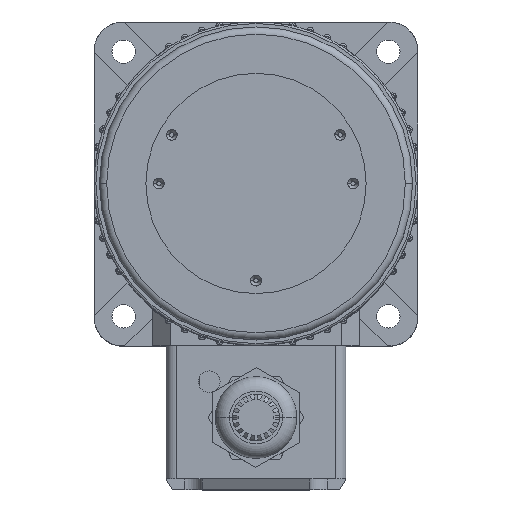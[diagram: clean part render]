
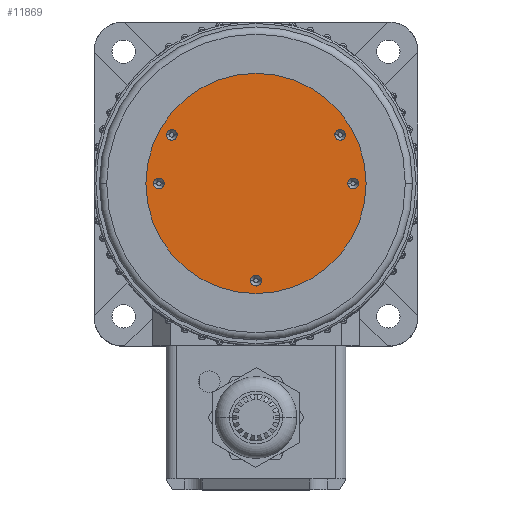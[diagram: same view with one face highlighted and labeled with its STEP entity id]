
A CAD part, top view. The second image highlights one B-rep face of the part: STEP entity #11869.
In plain terms, the highlighted planar face has unit normal (0, 0, 1).
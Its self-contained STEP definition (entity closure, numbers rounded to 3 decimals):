
#177 = DIRECTION ( 'NONE',  ( 0., 0., 1. ) ) ;
#500 = AXIS2_PLACEMENT_3D ( 'NONE', #3104, #2964, #2899 ) ;
#515 = AXIS2_PLACEMENT_3D ( 'NONE', #4961, #15400, #6482 ) ;
#815 = DIRECTION ( 'NONE',  ( 0., 0., 1. ) ) ;
#864 = EDGE_CURVE ( 'NONE', #8716, #4351, #4209, .T. ) ;
#987 = EDGE_CURVE ( 'NONE', #10906, #14129, #4033, .T. ) ;
#1031 = EDGE_CURVE ( 'NONE', #19098, #14847, #4018, .T. ) ;
#1060 = EDGE_CURVE ( 'NONE', #15158, #15321, #3891, .T. ) ;
#1121 = EDGE_CURVE ( 'NONE', #6513, #14485, #3725, .T. ) ;
#1189 = EDGE_CURVE ( 'NONE', #2180, #18274, #3520, .T. ) ;
#1327 = CIRCLE ( 'NONE', #9627, 30.6 ) ;
#1372 = CARTESIAN_POINT ( 'NONE',  ( 30.6, 0., 96. ) ) ;
#1753 = ORIENTED_EDGE ( 'NONE', *, *, #7178, .F. ) ;
#2105 = CARTESIAN_POINT ( 'NONE',  ( 0., 0., 96. ) ) ;
#2180 = VERTEX_POINT ( 'NONE', #16135 ) ;
#2277 = CIRCLE ( 'NONE', #15977, 1.5 ) ;
#2899 = DIRECTION ( 'NONE',  ( 1., 0., 0. ) ) ;
#2964 = DIRECTION ( 'NONE',  ( 0., 0., 1. ) ) ;
#3104 = CARTESIAN_POINT ( 'NONE',  ( -27., 0., 96. ) ) ;
#3520 = CIRCLE ( 'NONE', #500, 1.5 ) ;
#3556 = DIRECTION ( 'NONE',  ( 0., 0., 1. ) ) ;
#3725 = CIRCLE ( 'NONE', #3854, 1.5 ) ;
#3846 = DIRECTION ( 'NONE',  ( 0., 0., 1. ) ) ;
#3854 = AXIS2_PLACEMENT_3D ( 'NONE', #5210, #5143, #5074 ) ;
#3891 = CIRCLE ( 'NONE', #6953, 1.5 ) ;
#4018 = CIRCLE ( 'NONE', #8958, 1.5 ) ;
#4033 = CIRCLE ( 'NONE', #10954, 1.5 ) ;
#4209 = CIRCLE ( 'NONE', #16954, 30.6 ) ;
#4351 = VERTEX_POINT ( 'NONE', #10530 ) ;
#4497 = ORIENTED_EDGE ( 'NONE', *, *, #1121, .F. ) ;
#4891 = CARTESIAN_POINT ( 'NONE',  ( -21.883, 13.5, 96. ) ) ;
#4961 = CARTESIAN_POINT ( 'NONE',  ( -23.383, 13.5, 96. ) ) ;
#5024 = CIRCLE ( 'NONE', #5723, 1.5 ) ;
#5074 = DIRECTION ( 'NONE',  ( 1., 0., 0. ) ) ;
#5143 = DIRECTION ( 'NONE',  ( 0., 0., 1. ) ) ;
#5174 = ORIENTED_EDGE ( 'NONE', *, *, #1031, .F. ) ;
#5200 = AXIS2_PLACEMENT_3D ( 'NONE', #9598, #177, #11092 ) ;
#5210 = CARTESIAN_POINT ( 'NONE',  ( 27., 0., 96. ) ) ;
#5264 = EDGE_CURVE ( 'NONE', #14129, #10906, #11446, .T. ) ;
#5723 = AXIS2_PLACEMENT_3D ( 'NONE', #12633, #3556, #14086 ) ;
#5915 = EDGE_CURVE ( 'NONE', #14847, #19098, #9361, .T. ) ;
#5983 = CARTESIAN_POINT ( 'NONE',  ( -28.5, 0., 96. ) ) ;
#6231 = CARTESIAN_POINT ( 'NONE',  ( 0., 0., 96. ) ) ;
#6426 = EDGE_CURVE ( 'NONE', #15321, #15158, #7856, .T. ) ;
#6465 = EDGE_LOOP ( 'NONE', ( #18104, #10707 ) ) ;
#6482 = DIRECTION ( 'NONE',  ( 1., 0., 0. ) ) ;
#6513 = VERTEX_POINT ( 'NONE', #8363 ) ;
#6681 = DIRECTION ( 'NONE',  ( 1., 0., 0. ) ) ;
#6727 = DIRECTION ( 'NONE',  ( 0., 0., 1. ) ) ;
#6749 = CARTESIAN_POINT ( 'NONE',  ( 0., -27., 96. ) ) ;
#6754 = EDGE_LOOP ( 'NONE', ( #4497, #1753 ) ) ;
#6923 = CARTESIAN_POINT ( 'NONE',  ( 25.5, 0., 96. ) ) ;
#6953 = AXIS2_PLACEMENT_3D ( 'NONE', #6749, #6727, #6681 ) ;
#7178 = EDGE_CURVE ( 'NONE', #14485, #6513, #5024, .T. ) ;
#7190 = ORIENTED_EDGE ( 'NONE', *, *, #864, .T. ) ;
#7772 = DIRECTION ( 'NONE',  ( 1., 0., 0. ) ) ;
#7856 = CIRCLE ( 'NONE', #5200, 1.5 ) ;
#7947 = EDGE_CURVE ( 'NONE', #18274, #2180, #2277, .T. ) ;
#8197 = EDGE_CURVE ( 'NONE', #4351, #8716, #1327, .T. ) ;
#8240 = CARTESIAN_POINT ( 'NONE',  ( 23.383, 13.5, 96. ) ) ;
#8363 = CARTESIAN_POINT ( 'NONE',  ( 28.5, 0., 96. ) ) ;
#8716 = VERTEX_POINT ( 'NONE', #1372 ) ;
#8958 = AXIS2_PLACEMENT_3D ( 'NONE', #12249, #11162, #11849 ) ;
#9361 = CIRCLE ( 'NONE', #515, 1.5 ) ;
#9545 = FACE_OUTER_BOUND ( 'NONE', #17219, .T. ) ;
#9598 = CARTESIAN_POINT ( 'NONE',  ( 0., -27., 96. ) ) ;
#9627 = AXIS2_PLACEMENT_3D ( 'NONE', #6231, #16700, #7772 ) ;
#9726 = DIRECTION ( 'NONE',  ( 1., 0., 0. ) ) ;
#9868 = PLANE ( 'NONE',  #16497 ) ;
#10143 = CARTESIAN_POINT ( 'NONE',  ( -27., 0., 96. ) ) ;
#10412 = CARTESIAN_POINT ( 'NONE',  ( 24.883, 13.5, 96. ) ) ;
#10446 = FACE_BOUND ( 'NONE', #6465, .T. ) ;
#10530 = CARTESIAN_POINT ( 'NONE',  ( -30.6, 0., 96. ) ) ;
#10671 = ORIENTED_EDGE ( 'NONE', *, *, #5264, .F. ) ;
#10707 = ORIENTED_EDGE ( 'NONE', *, *, #7947, .F. ) ;
#10842 = DIRECTION ( 'NONE',  ( 0., 0., 1. ) ) ;
#10906 = VERTEX_POINT ( 'NONE', #10412 ) ;
#10954 = AXIS2_PLACEMENT_3D ( 'NONE', #15062, #15782, #12445 ) ;
#11092 = DIRECTION ( 'NONE',  ( 1., 0., 0. ) ) ;
#11162 = DIRECTION ( 'NONE',  ( 0., 0., 1. ) ) ;
#11183 = AXIS2_PLACEMENT_3D ( 'NONE', #8240, #18687, #9726 ) ;
#11446 = CIRCLE ( 'NONE', #11183, 1.5 ) ;
#11650 = DIRECTION ( 'NONE',  ( 1., 0., 0. ) ) ;
#11688 = CARTESIAN_POINT ( 'NONE',  ( 0., 0., 96. ) ) ;
#11849 = DIRECTION ( 'NONE',  ( 1., 0., 0. ) ) ;
#11863 = ORIENTED_EDGE ( 'NONE', *, *, #6426, .F. ) ;
#11869 = ADVANCED_FACE ( 'NONE', ( #17013, #13026, #15813, #13475, #10446, #9545 ), #9868, .T. ) ;
#12177 = DIRECTION ( 'NONE',  ( 1., 0., 0. ) ) ;
#12249 = CARTESIAN_POINT ( 'NONE',  ( -23.383, 13.5, 96. ) ) ;
#12311 = EDGE_LOOP ( 'NONE', ( #16113, #11863 ) ) ;
#12445 = DIRECTION ( 'NONE',  ( 1., 0., 0. ) ) ;
#12484 = ORIENTED_EDGE ( 'NONE', *, *, #987, .F. ) ;
#12633 = CARTESIAN_POINT ( 'NONE',  ( 27., 0., 96. ) ) ;
#13026 = FACE_BOUND ( 'NONE', #19080, .T. ) ;
#13368 = EDGE_LOOP ( 'NONE', ( #12484, #10671 ) ) ;
#13475 = FACE_BOUND ( 'NONE', #6754, .T. ) ;
#13773 = CARTESIAN_POINT ( 'NONE',  ( -24.883, 13.5, 96. ) ) ;
#14086 = DIRECTION ( 'NONE',  ( 1., 0., 0. ) ) ;
#14129 = VERTEX_POINT ( 'NONE', #17987 ) ;
#14343 = DIRECTION ( 'NONE',  ( 1., 0., 0. ) ) ;
#14485 = VERTEX_POINT ( 'NONE', #6923 ) ;
#14680 = CARTESIAN_POINT ( 'NONE',  ( -1.5, -27., 96. ) ) ;
#14847 = VERTEX_POINT ( 'NONE', #13773 ) ;
#15062 = CARTESIAN_POINT ( 'NONE',  ( 23.383, 13.5, 96. ) ) ;
#15158 = VERTEX_POINT ( 'NONE', #17400 ) ;
#15321 = VERTEX_POINT ( 'NONE', #14680 ) ;
#15400 = DIRECTION ( 'NONE',  ( 0., 0., 1. ) ) ;
#15782 = DIRECTION ( 'NONE',  ( 0., 0., 1. ) ) ;
#15813 = FACE_BOUND ( 'NONE', #12311, .T. ) ;
#15977 = AXIS2_PLACEMENT_3D ( 'NONE', #10143, #815, #11650 ) ;
#16113 = ORIENTED_EDGE ( 'NONE', *, *, #1060, .F. ) ;
#16135 = CARTESIAN_POINT ( 'NONE',  ( -25.5, 0., 96. ) ) ;
#16497 = AXIS2_PLACEMENT_3D ( 'NONE', #2105, #3846, #14343 ) ;
#16700 = DIRECTION ( 'NONE',  ( 0., 0., 1. ) ) ;
#16954 = AXIS2_PLACEMENT_3D ( 'NONE', #11688, #10842, #12177 ) ;
#17013 = FACE_BOUND ( 'NONE', #13368, .T. ) ;
#17219 = EDGE_LOOP ( 'NONE', ( #7190, #17291 ) ) ;
#17291 = ORIENTED_EDGE ( 'NONE', *, *, #8197, .T. ) ;
#17400 = CARTESIAN_POINT ( 'NONE',  ( 1.5, -27., 96. ) ) ;
#17987 = CARTESIAN_POINT ( 'NONE',  ( 21.883, 13.5, 96. ) ) ;
#18018 = ORIENTED_EDGE ( 'NONE', *, *, #5915, .F. ) ;
#18104 = ORIENTED_EDGE ( 'NONE', *, *, #1189, .F. ) ;
#18274 = VERTEX_POINT ( 'NONE', #5983 ) ;
#18687 = DIRECTION ( 'NONE',  ( 0., 0., 1. ) ) ;
#19080 = EDGE_LOOP ( 'NONE', ( #5174, #18018 ) ) ;
#19098 = VERTEX_POINT ( 'NONE', #4891 ) ;
